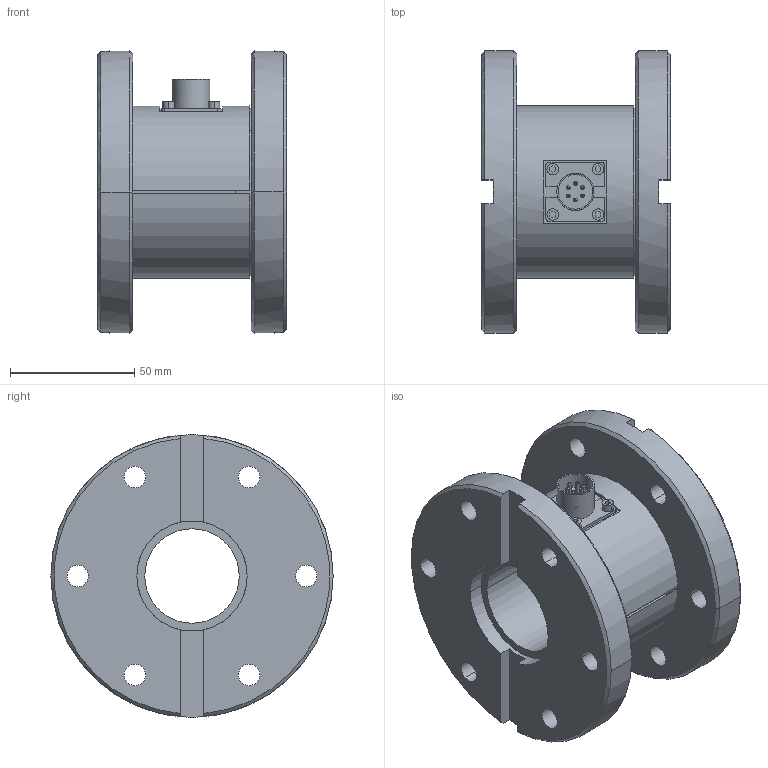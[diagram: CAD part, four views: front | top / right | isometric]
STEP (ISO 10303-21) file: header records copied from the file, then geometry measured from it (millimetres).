
FILE_DESCRIPTION((''),'2;1');
FILE_NAME('TFF600.stp','2011-04-25T13:53:45',(''),(''),'Mechanical Desktop 2009','Mechanical Desktop 2009',', , ');
FILE_SCHEMA(('CONFIG_CONTROL_DESIGN'));
Length unit declared in the file: inch
Products named in the file (2): FI1143-A; ~~PART1
Assembly tree (1 placements, depth 2):
  FI1143-A
    ~~PART1
Bounding box: 76.2 x 113.79 x 113.79 mm (x, y, z)
Volume: 360175.7 mm3; surface area: 68688.5 mm2
Topology: 1 solids, 9 shells, 342 faces, 906 edges, 588 vertices
Faces by surface type: cylinder 140, plane 130, cone 44, bspline 28
Entity records: 12259 total; most frequent: CARTESIAN_POINT 3616, DIRECTION 1830, ORIENTED_EDGE 1780, EDGE_CURVE 890, AXIS2_PLACEMENT_3D 720, VERTEX_POINT 588, EDGE_LOOP 406, CIRCLE 404
